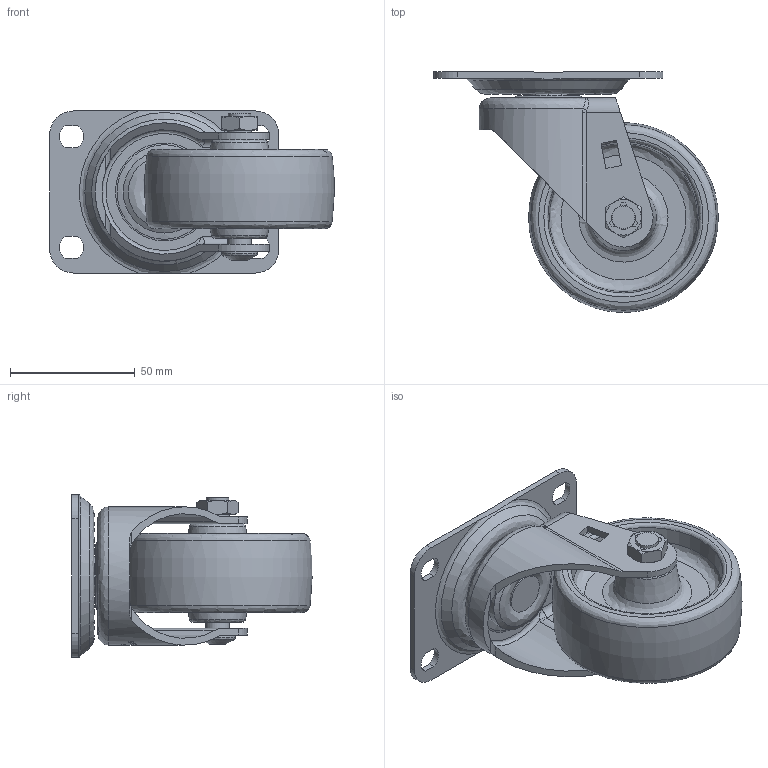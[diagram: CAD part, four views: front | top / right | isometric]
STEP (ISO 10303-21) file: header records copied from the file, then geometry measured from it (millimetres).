
FILE_DESCRIPTION (( 'STEP AP214' ), '1' );
FILE_NAME ('1425BH.STEP', '2019-11-07T23:09:36', ( '' ), ( '' ), 'SwSTEP 2.0', 'SolidWorks 2019', '' );
FILE_SCHEMA (( 'AUTOMOTIVE_DESIGN' ));
Length unit declared in the file: inch
Products named in the file (1): 1425BH
Bounding box: 114.29 x 96.49 x 65.09 mm (x, y, z)
Volume: 134156.1 mm3; surface area: 56357.3 mm2
Topology: 3 solids, 5 shells, 427 faces, 1134 edges, 741 vertices
Faces by surface type: plane 306, cylinder 63, bspline 40, cone 15, torus 3
Full cylindrical faces by diameter (mm): 9.017 x1, 9.525 x2, 9.728 x1, 9.922 x1, 10.884 x2, 11.303 x1, 11.392 x1, 15.875 x1, 32.944 x1
Entity records: 17408 total; most frequent: CARTESIAN_POINT 8306, ORIENTED_EDGE 2114, DIRECTION 1550, EDGE_CURVE 1057, VERTEX_POINT 726, AXIS2_PLACEMENT_3D 553, EDGE_LOOP 533, FACE_OUTER_BOUND 470
